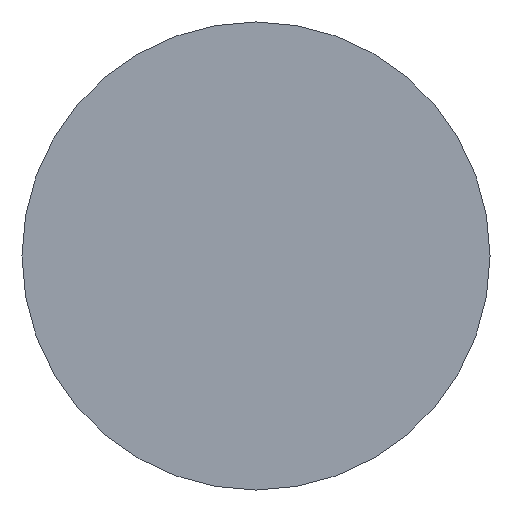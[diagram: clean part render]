
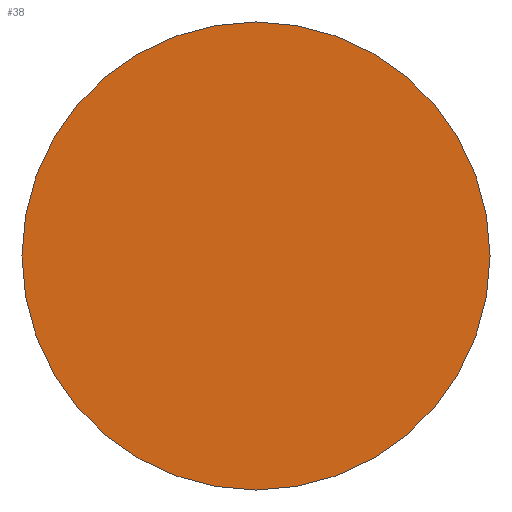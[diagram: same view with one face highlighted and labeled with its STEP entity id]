
A CAD part, front view. The second image highlights one B-rep face of the part: STEP entity #38.
In plain terms, the highlighted planar face has unit normal (0, -1, 0).
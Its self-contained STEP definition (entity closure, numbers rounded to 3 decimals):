
#14=PLANE('',#45);
#18=FACE_OUTER_BOUND('',#22,.T.);
#22=EDGE_LOOP('',(#32));
#25=CIRCLE('',#44,2.413);
#27=VERTEX_POINT('',#63);
#29=EDGE_CURVE('',#27,#27,#25,.T.);
#32=ORIENTED_EDGE('',*,*,#29,.T.);
#38=ADVANCED_FACE('',(#18),#14,.F.);
#44=AXIS2_PLACEMENT_3D('',#64,#53,#54);
#45=AXIS2_PLACEMENT_3D('',#65,#55,#56);
#53=DIRECTION('center_axis',(0.,-1.,0.));
#54=DIRECTION('ref_axis',(1.,0.,0.));
#55=DIRECTION('center_axis',(0.,1.,0.));
#56=DIRECTION('ref_axis',(0.,0.,1.));
#63=CARTESIAN_POINT('',(-2.413,0.,0.));
#64=CARTESIAN_POINT('Origin',(0.,0.,0.));
#65=CARTESIAN_POINT('Origin',(0.,0.,0.));
